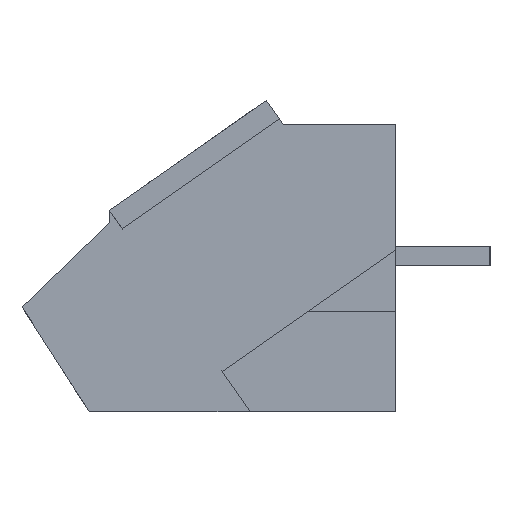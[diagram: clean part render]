
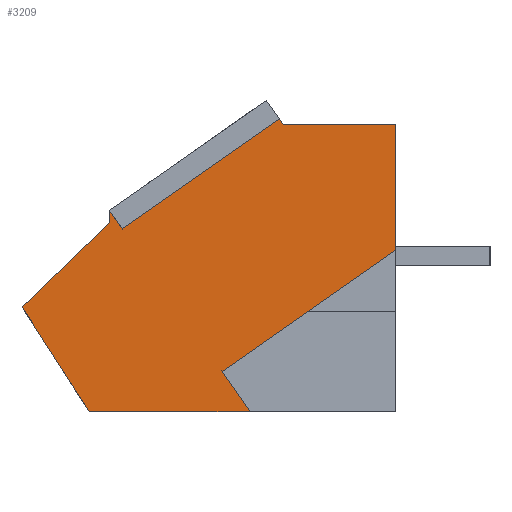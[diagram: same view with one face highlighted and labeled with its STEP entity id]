
A CAD part, left-side view. The second image highlights one B-rep face of the part: STEP entity #3209.
In plain terms, the highlighted planar face has unit normal (-1, 0, 0).
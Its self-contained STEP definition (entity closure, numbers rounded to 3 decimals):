
#72=DIRECTION('',(0.,0.819,-0.574));
#73=VECTOR('',#72,7.7);
#74=CARTESIAN_POINT('',(-25.,4.672,0.246));
#75=LINE('',#74,#73);
#76=DIRECTION('',(0.,-0.574,-0.819));
#77=VECTOR('',#76,0.3);
#78=CARTESIAN_POINT('',(-25.,4.672,0.246));
#79=LINE('',#78,#77);
#80=DIRECTION('',(0.,-1.,0.));
#81=VECTOR('',#80,4.5);
#82=CARTESIAN_POINT('',(-25.,4.5,0.));
#83=LINE('',#82,#81);
#84=DIRECTION('',(0.,0.,-1.));
#85=VECTOR('',#84,5.031);
#86=CARTESIAN_POINT('',(-25.,0.,0.));
#87=LINE('',#86,#85);
#88=DIRECTION('',(0.,-0.819,0.574));
#89=VECTOR('',#88,8.5);
#90=CARTESIAN_POINT('',(-25.,6.963,-9.906));
#91=LINE('',#90,#89);
#92=DIRECTION('',(0.,-0.574,-0.819));
#93=VECTOR('',#92,1.97);
#94=CARTESIAN_POINT('',(-25.,6.963,-9.906));
#95=LINE('',#94,#93);
#96=DIRECTION('',(0.,1.,0.));
#97=VECTOR('',#96,6.467);
#98=CARTESIAN_POINT('',(-25.,5.833,-11.52));
#99=LINE('',#98,#97);
#100=DIRECTION('',(0.,0.54,0.842));
#101=VECTOR('',#100,5.);
#102=CARTESIAN_POINT('',(-25.,12.3,-11.52));
#103=LINE('',#102,#101);
#104=DIRECTION('',(0.,-0.72,0.694));
#105=VECTOR('',#104,4.867);
#106=CARTESIAN_POINT('',(-25.,15.,-7.312));
#107=LINE('',#106,#105);
#108=DIRECTION('',(0.,0.,1.));
#109=VECTOR('',#108,0.5);
#110=CARTESIAN_POINT('',(-25.,11.496,-3.934));
#111=LINE('',#110,#109);
#112=DIRECTION('',(0.,-0.574,-0.819));
#113=VECTOR('',#112,0.9);
#114=CARTESIAN_POINT('',(-25.,11.496,-3.433));
#115=LINE('',#114,#113);
#2424=CARTESIAN_POINT('',(-25.,12.3,-11.52));
#2425=CARTESIAN_POINT('',(-25.,15.,-7.312));
#2426=VERTEX_POINT('',#2424);
#2427=VERTEX_POINT('',#2425);
#2428=CARTESIAN_POINT('',(-25.,11.496,-3.934));
#2429=VERTEX_POINT('',#2428);
#2430=CARTESIAN_POINT('',(-25.,4.5,0.));
#2431=CARTESIAN_POINT('',(-25.,0.,0.));
#2432=VERTEX_POINT('',#2430);
#2433=VERTEX_POINT('',#2431);
#2488=CARTESIAN_POINT('',(-25.,5.833,-11.52));
#2489=VERTEX_POINT('',#2488);
#2494=CARTESIAN_POINT('',(-25.,11.496,-3.433));
#2495=VERTEX_POINT('',#2494);
#2524=CARTESIAN_POINT('',(-25.,4.672,0.246));
#2525=CARTESIAN_POINT('',(-25.,10.979,-4.171));
#2526=VERTEX_POINT('',#2524);
#2527=VERTEX_POINT('',#2525);
#2528=CARTESIAN_POINT('',(-25.,6.963,-9.906));
#2529=CARTESIAN_POINT('',(-25.,0.,-5.031));
#2530=VERTEX_POINT('',#2528);
#2531=VERTEX_POINT('',#2529);
#3180=CARTESIAN_POINT('',(-25.,0.,0.));
#3181=DIRECTION('',(1.,0.,0.));
#3182=DIRECTION('',(0.,0.,-1.));
#3183=AXIS2_PLACEMENT_3D('',#3180,#3181,#3182);
#3184=PLANE('',#3183);
#3186=ORIENTED_EDGE('',*,*,#3185,.F.);
#3188=ORIENTED_EDGE('',*,*,#3187,.T.);
#3190=ORIENTED_EDGE('',*,*,#3189,.T.);
#3192=ORIENTED_EDGE('',*,*,#3191,.T.);
#3194=ORIENTED_EDGE('',*,*,#3193,.F.);
#3196=ORIENTED_EDGE('',*,*,#3195,.T.);
#3198=ORIENTED_EDGE('',*,*,#3197,.T.);
#3200=ORIENTED_EDGE('',*,*,#3199,.T.);
#3202=ORIENTED_EDGE('',*,*,#3201,.T.);
#3204=ORIENTED_EDGE('',*,*,#3203,.T.);
#3206=ORIENTED_EDGE('',*,*,#3205,.T.);
#3207=EDGE_LOOP('',(#3186,#3188,#3190,#3192,#3194,#3196,#3198,#3200,#3202,#3204,
#3206));
#3208=FACE_OUTER_BOUND('',#3207,.F.);
#3209=ADVANCED_FACE('',(#3208),#3184,.F.);
#3185=EDGE_CURVE('',#2526,#2527,#75,.T.);
#3187=EDGE_CURVE('',#2526,#2432,#79,.T.);
#3189=EDGE_CURVE('',#2432,#2433,#83,.T.);
#3191=EDGE_CURVE('',#2433,#2531,#87,.T.);
#3193=EDGE_CURVE('',#2530,#2531,#91,.T.);
#3195=EDGE_CURVE('',#2530,#2489,#95,.T.);
#3197=EDGE_CURVE('',#2489,#2426,#99,.T.);
#3199=EDGE_CURVE('',#2426,#2427,#103,.T.);
#3201=EDGE_CURVE('',#2427,#2429,#107,.T.);
#3203=EDGE_CURVE('',#2429,#2495,#111,.T.);
#3205=EDGE_CURVE('',#2495,#2527,#115,.T.);
